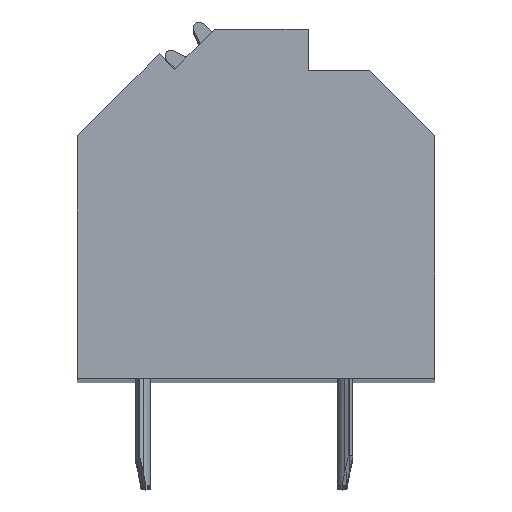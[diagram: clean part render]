
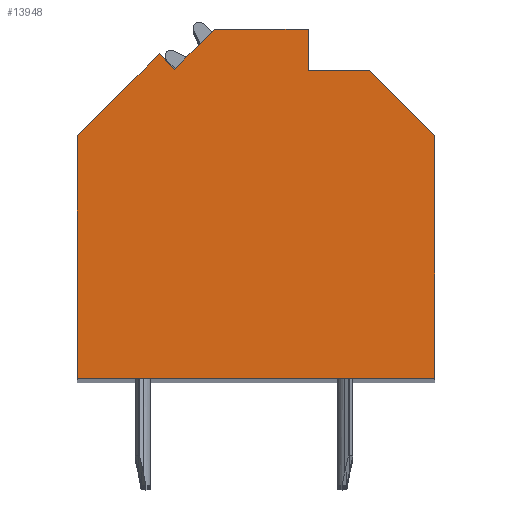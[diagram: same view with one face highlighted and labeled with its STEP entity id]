
A CAD part, top view. The second image highlights one B-rep face of the part: STEP entity #13948.
In plain terms, the highlighted planar face has unit normal (0, 0, 1).
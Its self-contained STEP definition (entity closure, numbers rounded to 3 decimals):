
#979=DIRECTION('',(-0.707,-0.707,0.));
#980=VECTOR('',#979,1.897);
#981=CARTESIAN_POINT('',(-1.39,5.718,84.685));
#982=LINE('',#981,#980);
#983=DIRECTION('',(-1.,0.,0.));
#984=VECTOR('',#983,3.14);
#985=CARTESIAN_POINT('',(1.75,5.718,84.685));
#986=LINE('',#985,#984);
#987=DIRECTION('',(0.,1.,0.));
#988=VECTOR('',#987,1.368);
#989=CARTESIAN_POINT('',(1.75,4.35,84.685));
#990=LINE('',#989,#988);
#991=DIRECTION('',(-1.,0.,0.));
#992=VECTOR('',#991,2.05);
#993=CARTESIAN_POINT('',(3.8,4.35,84.685));
#994=LINE('',#993,#992);
#995=DIRECTION('',(-0.707,0.707,0.));
#996=VECTOR('',#995,3.111);
#997=CARTESIAN_POINT('',(6.,2.15,84.685));
#998=LINE('',#997,#996);
#999=DIRECTION('',(0.,1.,0.));
#1000=VECTOR('',#999,8.15);
#1001=CARTESIAN_POINT('',(6.,-6.,84.685));
#1002=LINE('',#1001,#1000);
#1003=DIRECTION('',(1.,0.,0.));
#1004=VECTOR('',#1003,12.);
#1005=CARTESIAN_POINT('',(-6.,-6.,84.685));
#1006=LINE('',#1005,#1004);
#1007=DIRECTION('',(0.,-1.,0.));
#1008=VECTOR('',#1007,8.14);
#1009=CARTESIAN_POINT('',(-6.,2.14,84.685));
#1010=LINE('',#1009,#1008);
#1011=DIRECTION('',(-0.707,-0.707,0.));
#1012=VECTOR('',#1011,3.892);
#1013=CARTESIAN_POINT('',(-3.248,4.892,84.685));
#1014=LINE('',#1013,#1012);
#1015=DIRECTION('',(-0.707,0.707,0.));
#1016=VECTOR('',#1015,0.73);
#1017=CARTESIAN_POINT('',(-2.732,4.376,84.685));
#1018=LINE('',#1017,#1016);
#9985=CARTESIAN_POINT('',(-1.39,5.718,84.685));
#9986=CARTESIAN_POINT('',(-2.732,4.376,84.685));
#9987=VERTEX_POINT('',#9985);
#9988=VERTEX_POINT('',#9986);
#9989=CARTESIAN_POINT('',(-3.248,4.892,84.685));
#9990=VERTEX_POINT('',#9989);
#9991=CARTESIAN_POINT('',(-6.,2.14,84.685));
#9992=VERTEX_POINT('',#9991);
#9993=CARTESIAN_POINT('',(-6.,-6.,84.685));
#9994=VERTEX_POINT('',#9993);
#9995=CARTESIAN_POINT('',(6.,-6.,84.685));
#9996=VERTEX_POINT('',#9995);
#9997=CARTESIAN_POINT('',(6.,2.15,84.685));
#9998=VERTEX_POINT('',#9997);
#9999=CARTESIAN_POINT('',(3.8,4.35,84.685));
#10000=VERTEX_POINT('',#9999);
#10001=CARTESIAN_POINT('',(1.75,4.35,84.685));
#10002=VERTEX_POINT('',#10001);
#10003=CARTESIAN_POINT('',(1.75,5.718,84.685));
#10004=VERTEX_POINT('',#10003);
#13924=CARTESIAN_POINT('',(0.,0.,84.685));
#13925=DIRECTION('',(0.,0.,1.));
#13926=DIRECTION('',(1.,0.,0.));
#13927=AXIS2_PLACEMENT_3D('',#13924,#13925,#13926);
#13928=PLANE('',#13927);
#13930=ORIENTED_EDGE('',*,*,#13929,.F.);
#13932=ORIENTED_EDGE('',*,*,#13931,.F.);
#13934=ORIENTED_EDGE('',*,*,#13933,.F.);
#13936=ORIENTED_EDGE('',*,*,#13935,.F.);
#13938=ORIENTED_EDGE('',*,*,#13937,.F.);
#13940=ORIENTED_EDGE('',*,*,#13939,.F.);
#13942=ORIENTED_EDGE('',*,*,#13941,.F.);
#13943=ORIENTED_EDGE('',*,*,#13367,.F.);
#13944=ORIENTED_EDGE('',*,*,#13695,.F.);
#13945=ORIENTED_EDGE('',*,*,#13321,.F.);
#13946=EDGE_LOOP('',(#13930,#13932,#13934,#13936,#13938,#13940,#13942,#13943,
#13944,#13945));
#13947=FACE_OUTER_BOUND('',#13946,.F.);
#13321=EDGE_CURVE('',#9988,#9990,#1018,.T.);
#13367=EDGE_CURVE('',#9992,#9994,#1010,.T.);
#13695=EDGE_CURVE('',#9990,#9992,#1014,.T.);
#13929=EDGE_CURVE('',#9987,#9988,#982,.T.);
#13931=EDGE_CURVE('',#10004,#9987,#986,.T.);
#13933=EDGE_CURVE('',#10002,#10004,#990,.T.);
#13935=EDGE_CURVE('',#10000,#10002,#994,.T.);
#13937=EDGE_CURVE('',#9998,#10000,#998,.T.);
#13939=EDGE_CURVE('',#9996,#9998,#1002,.T.);
#13941=EDGE_CURVE('',#9994,#9996,#1006,.T.);
#13948=ADVANCED_FACE('',(#13947),#13928,.T.);
